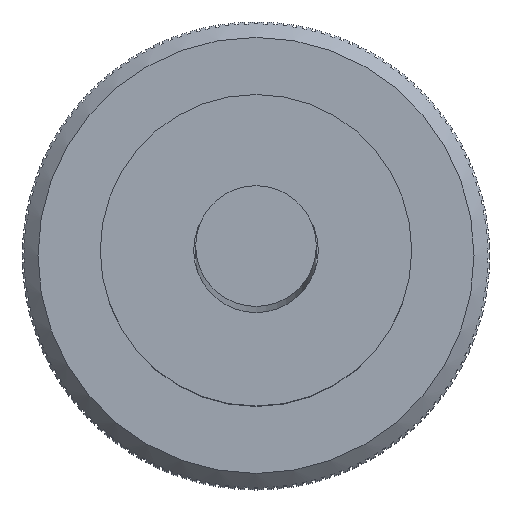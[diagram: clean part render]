
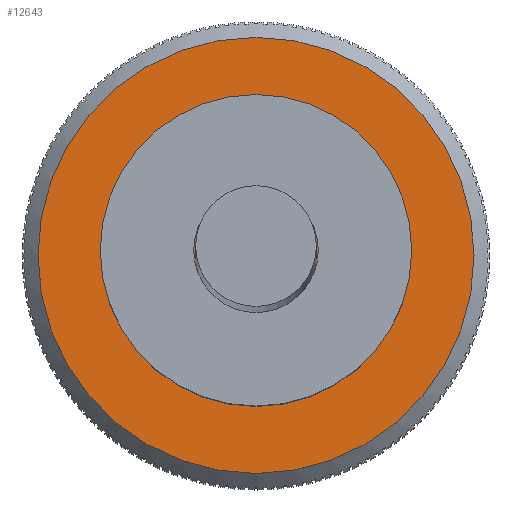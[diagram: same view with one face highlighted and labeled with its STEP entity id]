
A CAD part, top view. The second image highlights one B-rep face of the part: STEP entity #12643.
In plain terms, the highlighted face is planar.
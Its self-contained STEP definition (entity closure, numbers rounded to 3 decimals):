
#613=CIRCLE('',#12836,5.6);
#802=CIRCLE('',#13624,1.55);
#812=FACE_BOUND('',#2083,.T.);
#1440=FACE_OUTER_BOUND('',#2082,.T.);
#2082=EDGE_LOOP('',(#11472));
#2083=EDGE_LOOP('',(#11473));
#5118=VERTEX_POINT('',#18087);
#5860=VERTEX_POINT('',#21140);
#6392=EDGE_CURVE('',#5118,#5118,#613,.T.);
#7733=EDGE_CURVE('',#5860,#5860,#802,.T.);
#11472=ORIENTED_EDGE('',*,*,#6392,.T.);
#11473=ORIENTED_EDGE('',*,*,#7733,.F.);
#11985=PLANE('',#13626);
#12643=ADVANCED_FACE('',(#1440,#812),#11985,.T.);
#12836=AXIS2_PLACEMENT_3D('',#18089,#14221,#14222);
#13624=AXIS2_PLACEMENT_3D('',#21141,#16764,#16765);
#13626=AXIS2_PLACEMENT_3D('',#21145,#16769,#16770);
#14221=DIRECTION('center_axis',(0.,0.,
1.));
#14222=DIRECTION('ref_axis',(-1.,0.,0.));
#16764=DIRECTION('center_axis',(0.,0.,
1.));
#16765=DIRECTION('ref_axis',(-1.,0.,0.));
#16769=DIRECTION('center_axis',(0.,0.,
1.));
#16770=DIRECTION('ref_axis',(-1.,0.,0.));
#18087=CARTESIAN_POINT('',(5.601,0.,2.5));
#18089=CARTESIAN_POINT('Origin',(0.001,0.,
2.5));
#21140=CARTESIAN_POINT('',(1.551,0.,2.5));
#21141=CARTESIAN_POINT('Origin',(0.001,0.,
2.5));
#21145=CARTESIAN_POINT('Origin',(0.001,0.,
2.5));
